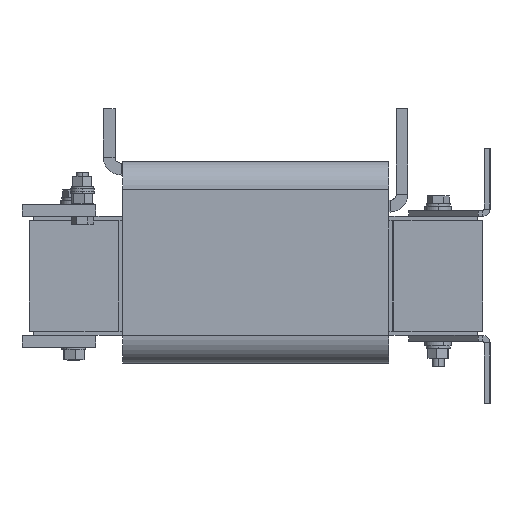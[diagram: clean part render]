
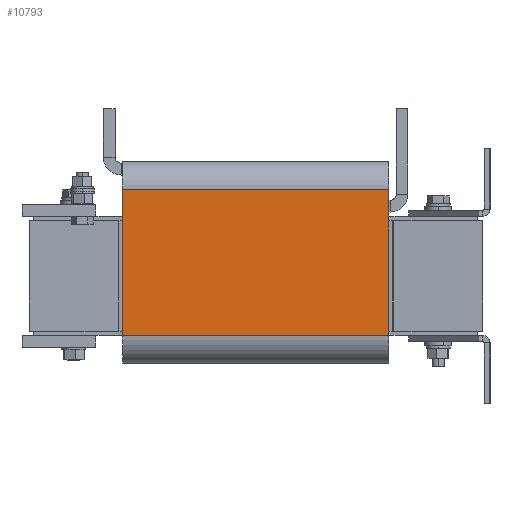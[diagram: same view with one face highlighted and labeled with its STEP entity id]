
A CAD part, left-side view. The second image highlights one B-rep face of the part: STEP entity #10793.
In plain terms, the highlighted planar face has unit normal (-1, 0, 0).
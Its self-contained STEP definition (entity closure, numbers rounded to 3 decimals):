
#573 = CARTESIAN_POINT ( 'NONE',  ( -173.75, 90., 58.25 ) ) ;
#2344 = DIRECTION ( 'NONE',  ( 0., 0., 1. ) ) ;
#2861 = DIRECTION ( 'NONE',  ( 0., 0., 1. ) ) ;
#3158 = DIRECTION ( 'NONE',  ( 0., -1., 0. ) ) ;
#3526 = ORIENTED_EDGE ( 'NONE', *, *, #7866, .T. ) ;
#3711 = EDGE_CURVE ( 'Defeature ausgef�hrt2_45+Defeature ausgef�hrt2_44+Defeature ausgef�hrt2_36+Defeature ausgef�hrt2_37', #4178, #10750, #7148, .T. ) ;
#3976 = PLANE ( 'NONE',  #12447 ) ;
#4080 = CARTESIAN_POINT ( 'NONE',  ( -173.75, -90., -40.25 ) ) ;
#4178 = VERTEX_POINT ( 'NONE', #5712 ) ;
#4207 = EDGE_CURVE ( 'Defeature ausgef�hrt2_38+Defeature ausgef�hrt2_45+Defeature ausgef�hrt2_36+Defeature ausgef�hrt2_37', #14084, #14173, #5554, .T. ) ;
#5554 = LINE ( 'NONE', #15599, #15786 ) ;
#5712 = CARTESIAN_POINT ( 'NONE',  ( -173.75, 90., -40.25 ) ) ;
#6302 = EDGE_LOOP ( 'NONE', ( #3526, #14460, #14580, #7810 ) ) ;
#6495 = CARTESIAN_POINT ( 'NONE',  ( -173.75, 90., 58.25 ) ) ;
#6856 = DIRECTION ( 'NONE',  ( 0., -1., 0. ) ) ;
#7148 = LINE ( 'NONE', #12209, #11681 ) ;
#7535 = CARTESIAN_POINT ( 'NONE',  ( -173.75, 90., 58.25 ) ) ;
#7763 = DIRECTION ( 'NONE',  ( 0., 0., -1. ) ) ;
#7810 = ORIENTED_EDGE ( 'NONE', *, *, #3711, .T. ) ;
#7832 = CARTESIAN_POINT ( 'NONE',  ( -173.75, -90., 58.25 ) ) ;
#7866 = EDGE_CURVE ( 'Defeature ausgef�hrt2_45+Defeature ausgef�hrt2_37+Defeature ausgef�hrt2_44+Defeature ausgef�hrt2_38', #10750, #14173, #9765, .T. ) ;
#8971 = EDGE_CURVE ( 'Defeature ausgef�hrt2_36+Defeature ausgef�hrt2_45+Defeature ausgef�hrt2_44+Defeature ausgef�hrt2_38', #4178, #14084, #10718, .T. ) ;
#9765 = LINE ( 'NONE', #7832, #10161 ) ;
#10161 = VECTOR ( 'NONE', #2861, 1000. ) ;
#10718 = LINE ( 'NONE', #7535, #12872 ) ;
#10750 = VERTEX_POINT ( 'NONE', #4080 ) ;
#10793 = ADVANCED_FACE ( 'Defeature ausgef�hrt2_45', ( #13493 ), #3976, .F. ) ;
#11681 = VECTOR ( 'NONE', #3158, 1000. ) ;
#12209 = CARTESIAN_POINT ( 'NONE',  ( -173.75, 90., -40.25 ) ) ;
#12447 = AXIS2_PLACEMENT_3D ( 'NONE', #6495, #15283, #7763 ) ;
#12872 = VECTOR ( 'NONE', #2344, 1000. ) ;
#13358 = CARTESIAN_POINT ( 'NONE',  ( -173.75, -90., 58.25 ) ) ;
#13493 = FACE_OUTER_BOUND ( 'NONE', #6302, .T. ) ;
#14084 = VERTEX_POINT ( 'NONE', #573 ) ;
#14173 = VERTEX_POINT ( 'NONE', #13358 ) ;
#14460 = ORIENTED_EDGE ( 'NONE', *, *, #4207, .F. ) ;
#14580 = ORIENTED_EDGE ( 'NONE', *, *, #8971, .F. ) ;
#15283 = DIRECTION ( 'NONE',  ( 1., 0., 0. ) ) ;
#15599 = CARTESIAN_POINT ( 'NONE',  ( -173.75, 90., 58.25 ) ) ;
#15786 = VECTOR ( 'NONE', #6856, 1000. ) ;
